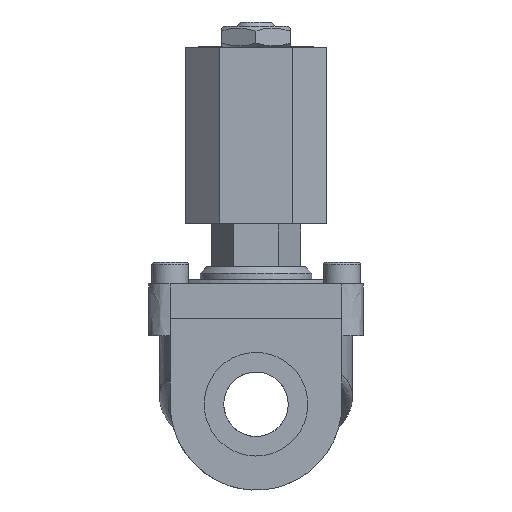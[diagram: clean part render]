
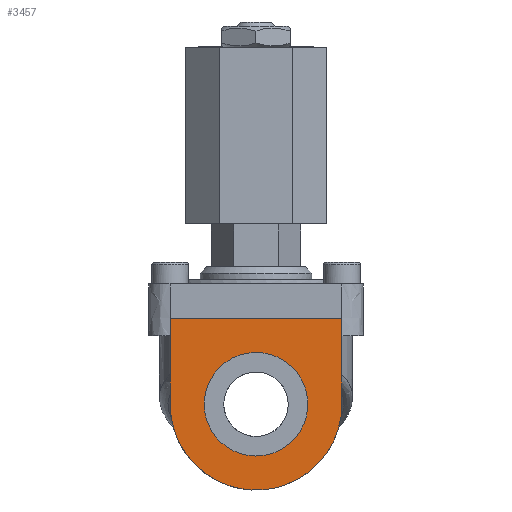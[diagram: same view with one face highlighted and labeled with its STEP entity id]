
A CAD part, front view. The second image highlights one B-rep face of the part: STEP entity #3457.
In plain terms, the highlighted free-form (B-spline) face has degree [1, 1] with [2, 2] control points.
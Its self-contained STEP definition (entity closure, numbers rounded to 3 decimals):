
#21 = EDGE_CURVE('',#22,#22,#24,.T.);
#22 = VERTEX_POINT('',#23);
#23 = CARTESIAN_POINT('',(-13.581,-47.867,
    0.));
#24 = ( BOUNDED_CURVE() B_SPLINE_CURVE(2,(#25,#26,#27,#28,#29,#30,#31),
.UNSPECIFIED.,.T.,.F.) B_SPLINE_CURVE_WITH_KNOTS((1,2,2,2,2,1),(
    -2.094,0.,2.094,4.189,6.283,
8.378),.UNSPECIFIED.) CURVE() GEOMETRIC_REPRESENTATION_ITEM() 
RATIONAL_B_SPLINE_CURVE((1.,0.5,1.,0.5,1.,0.5,1.)) REPRESENTATION_ITEM(
  '') );
#25 = CARTESIAN_POINT('',(-13.581,-47.867,
    0.));
#26 = CARTESIAN_POINT('',(-13.581,-47.867,
    23.523));
#27 = CARTESIAN_POINT('',(6.791,-47.867,11.762)
  );
#28 = CARTESIAN_POINT('',(27.162,-47.867,
    0.));
#29 = CARTESIAN_POINT('',(6.791,-47.867,-11.762
    ));
#30 = CARTESIAN_POINT('',(-13.581,-47.867,
    -23.523));
#31 = CARTESIAN_POINT('',(-13.581,-47.867,
    0.));
#3298 = VERTEX_POINT('',#3299);
#3299 = CARTESIAN_POINT('',(-22.526,-47.867,
    22.526));
#3304 = EDGE_CURVE('',#3305,#3298,#3307,.T.);
#3305 = VERTEX_POINT('',#3306);
#3306 = CARTESIAN_POINT('',(22.526,-47.867,
    22.526));
#3307 = B_SPLINE_CURVE_WITH_KNOTS('',1,(#3308,#3309),.UNSPECIFIED.,.F.,
  .F.,(2,2),(-40.,0.),.PIECEWISE_BEZIER_KNOTS.);
#3308 = CARTESIAN_POINT('',(22.526,-47.867,
    22.526));
#3309 = CARTESIAN_POINT('',(-22.526,-47.867,
    22.526));
#3328 = VERTEX_POINT('',#3329);
#3329 = CARTESIAN_POINT('',(-22.526,-47.867,
    0.));
#3334 = EDGE_CURVE('',#3298,#3328,#3335,.T.);
#3335 = B_SPLINE_CURVE_WITH_KNOTS('',1,(#3336,#3337),.UNSPECIFIED.,.F.,
  .F.,(2,2),(-20.,0.),.PIECEWISE_BEZIER_KNOTS.);
#3336 = CARTESIAN_POINT('',(-22.526,-47.867,
    22.526));
#3337 = CARTESIAN_POINT('',(-22.526,-47.867,
    0.));
#3414 = EDGE_CURVE('',#3415,#3305,#3417,.T.);
#3415 = VERTEX_POINT('',#3416);
#3416 = CARTESIAN_POINT('',(22.526,-47.867,
    0.));
#3417 = B_SPLINE_CURVE_WITH_KNOTS('',1,(#3418,#3419),.UNSPECIFIED.,.F.,
  .F.,(2,2),(-20.,0.),.PIECEWISE_BEZIER_KNOTS.);
#3418 = CARTESIAN_POINT('',(22.526,-47.867,
    0.));
#3419 = CARTESIAN_POINT('',(22.526,-47.867,
    22.526));
#3438 = EDGE_CURVE('',#3328,#3415,#3439,.T.);
#3439 = ( BOUNDED_CURVE() B_SPLINE_CURVE(2,(#3440,#3441,#3442,#3443,
#3444),.UNSPECIFIED.,.F.,.F.) B_SPLINE_CURVE_WITH_KNOTS((3,2,3),(
    3.142,4.712,6.283),
.PIECEWISE_BEZIER_KNOTS.) CURVE() GEOMETRIC_REPRESENTATION_ITEM() 
RATIONAL_B_SPLINE_CURVE((1.,0.707,1.,0.707,1.)) 
REPRESENTATION_ITEM('') );
#3440 = CARTESIAN_POINT('',(-22.526,-47.867,
    0.));
#3441 = CARTESIAN_POINT('',(-22.526,-47.867,
    -22.526));
#3442 = CARTESIAN_POINT('',(0.,-47.867,
    -22.526));
#3443 = CARTESIAN_POINT('',(22.526,-47.867,
    -22.526));
#3444 = CARTESIAN_POINT('',(22.526,-47.867,
    0.));
#3457 = ADVANCED_FACE('',(#3458,#3464),#3467,.F.);
#3458 = FACE_BOUND('',#3459,.T.);
#3459 = EDGE_LOOP('',(#3460,#3461,#3462,#3463));
#3460 = ORIENTED_EDGE('',*,*,#3304,.T.);
#3461 = ORIENTED_EDGE('',*,*,#3334,.T.);
#3462 = ORIENTED_EDGE('',*,*,#3438,.T.);
#3463 = ORIENTED_EDGE('',*,*,#3414,.T.);
#3464 = FACE_BOUND('',#3465,.T.);
#3465 = EDGE_LOOP('',(#3466));
#3466 = ORIENTED_EDGE('',*,*,#21,.T.);
#3467 = B_SPLINE_SURFACE_WITH_KNOTS('',1,1,(
    (#3468,#3469)
    ,(#3470,#3471
    )),.UNSPECIFIED.,.F.,.F.,.F.,(2,2),(2,2),(-24.72,
    15.28),(-20.,20.),.PIECEWISE_BEZIER_KNOTS.);
#3468 = CARTESIAN_POINT('',(-22.526,-47.867,
    -22.526));
#3469 = CARTESIAN_POINT('',(22.526,-47.867,
    -22.526));
#3470 = CARTESIAN_POINT('',(-22.526,-47.867,
    22.526));
#3471 = CARTESIAN_POINT('',(22.526,-47.867,
    22.526));
